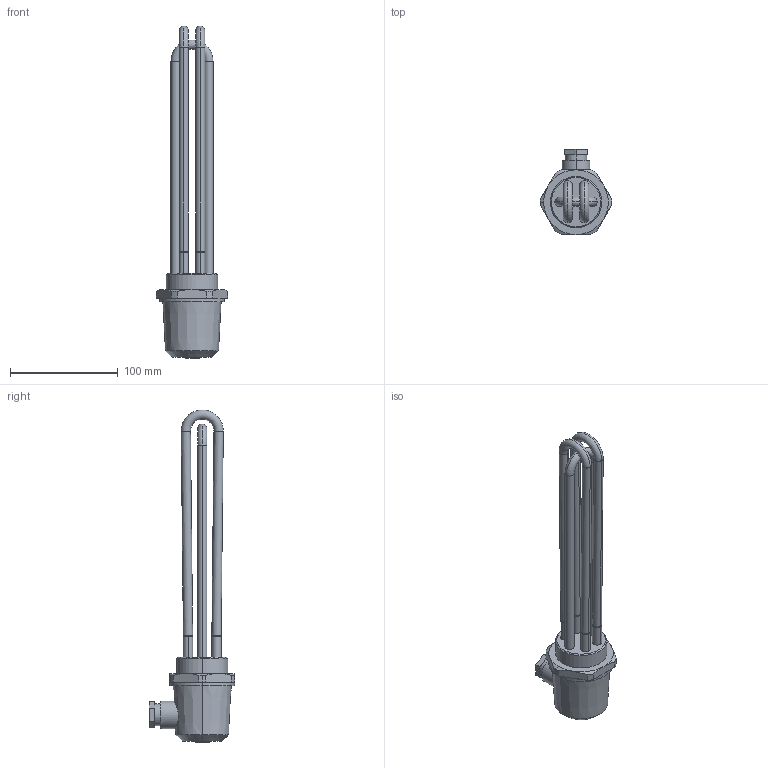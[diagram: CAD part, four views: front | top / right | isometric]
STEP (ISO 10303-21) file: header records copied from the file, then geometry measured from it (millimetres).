
FILE_DESCRIPTION (( 'STEP AP214' ), '1' );
FILE_NAME ('5144.STEP', '2013-02-19T08:26:15', ( 'Uzivatel' ), ( '' ), 'SwSTEP 2.0', 'SolidWorks 2013', '' );
FILE_SCHEMA (( 'AUTOMOTIVE_DESIGN' ));
Length unit declared in the file: millimetre
Products named in the file (1): 5144
Bounding box: 65.98 x 79 x 307.8 mm (x, y, z)
Volume: 253260.5 mm3; surface area: 62997 mm2
Topology: 2 solids, 2 shells, 104 faces, 232 edges, 139 vertices
Faces by surface type: cylinder 42, plane 27, torus 22, cone 13
Entity records: 3193 total; most frequent: CARTESIAN_POINT 652, DIRECTION 559, ORIENTED_EDGE 464, AXIS2_PLACEMENT_3D 236, EDGE_CURVE 232, VERTEX_POINT 139, CIRCLE 131, EDGE_LOOP 117
